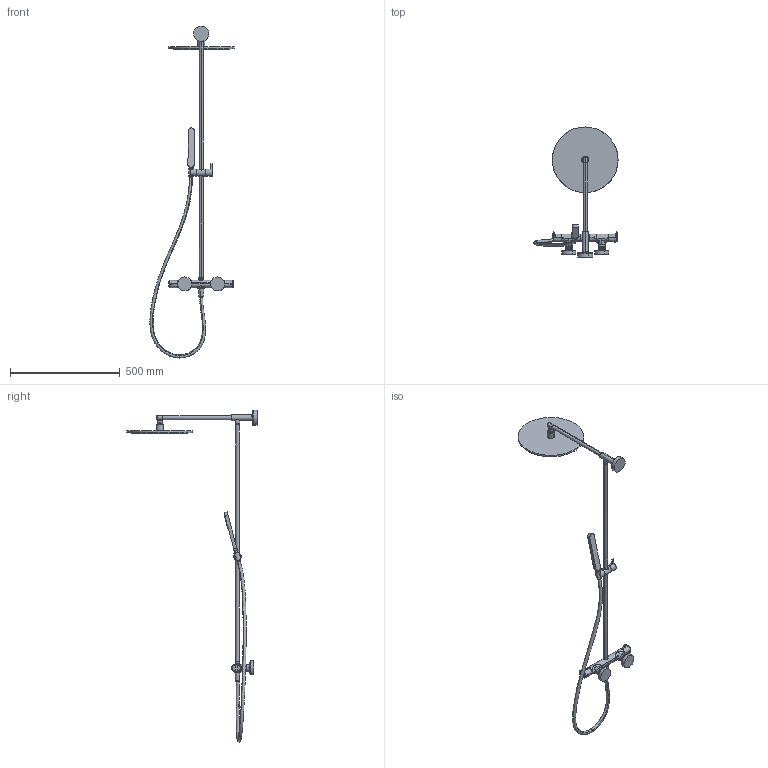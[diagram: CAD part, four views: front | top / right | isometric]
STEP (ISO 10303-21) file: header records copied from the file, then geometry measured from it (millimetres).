
FILE_DESCRIPTION(('CATIA V5 STEP Exchange','CAx-IF Rec.Pracs.--- Model Styling and Organization---1.5--- 2016-08-15','CAx-IF Rec.Pracs.---Supplemental Geometry---1.0---2011-11-01','CAx-IF Rec.Pracs.--- Composite Materials ---3.4---2017-06-13','CAx-IF Rec.Pracs.---Tessellated 3D Geometry---1.0---2015-12-17'),'2;1');
FILE_NAME('LVC78030.stp','2023-01-16T15:32:57+00:00',('none'),('none'),'CATIA Version 5-6 Release 2020 SP2','CATIA V5 STEP AP242 v2','none');
FILE_SCHEMA(('AP242_MANAGED_MODEL_BASED_3D_ENGINEERING_MIM_LF {1 0 10303 442 1 1 4}'));
Products named in the file (1): LVC78030
Bounding box: 383.84 x 593.8 x 1515.47 mm (x, y, z)
Volume: 1919745.2 mm3; surface area: 437293.4 mm2
Topology: 5 solids, 26 shells, 1313 faces, 3017 edges, 1980 vertices
Faces by surface type: cylinder 653, plane 422, bspline 98, cone 60, torus 60, sphere 20
Entity records: 48731 total; most frequent: CARTESIAN_POINT 23029, ORIENTED_EDGE 5980, DIRECTION 3566, EDGE_CURVE 2997, VERTEX_POINT 1980, AXIS2_PLACEMENT_3D 1952, EDGE_LOOP 1573, CIRCLE 1376
